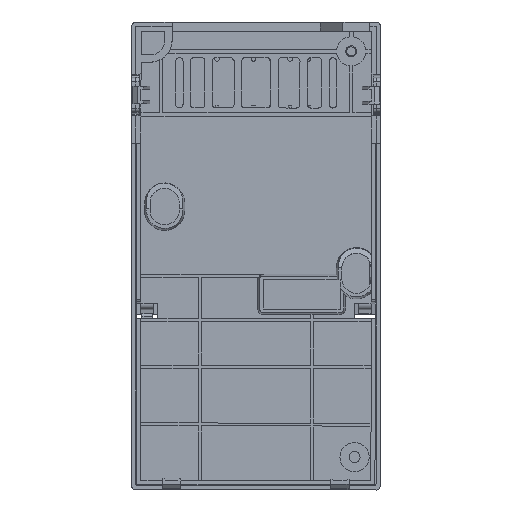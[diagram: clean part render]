
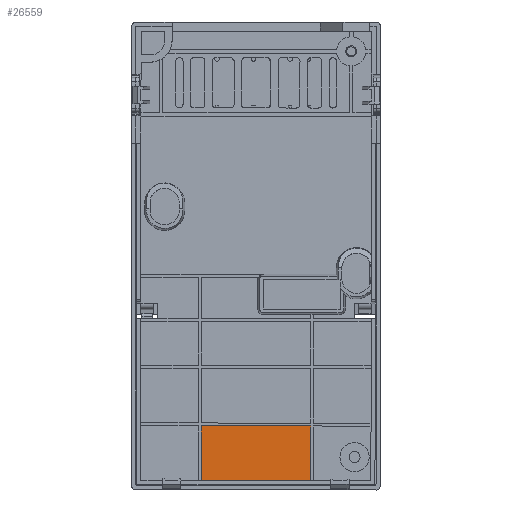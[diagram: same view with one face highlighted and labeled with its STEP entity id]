
A CAD part, front view. The second image highlights one B-rep face of the part: STEP entity #26559.
In plain terms, the highlighted planar face has unit normal (0, -1, 0).
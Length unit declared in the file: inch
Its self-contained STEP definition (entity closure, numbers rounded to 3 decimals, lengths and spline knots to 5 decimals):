
#1318 = CARTESIAN_POINT ( 'NONE',  ( 1.3364, 0.9685, -2.42492 ) ) ;
#2639 = DIRECTION ( 'NONE',  ( 0.001, 0., 1. ) ) ;
#4516 = EDGE_LOOP ( 'NONE', ( #57769, #60029, #15445, #25827 ) ) ;
#4545 = LINE ( 'NONE', #46263, #9010 ) ;
#9010 = VECTOR ( 'NONE', #22843, 39.37008 ) ;
#15445 = ORIENTED_EDGE ( 'NONE', *, *, #52114, .F. ) ;
#16429 = FACE_OUTER_BOUND ( 'NONE', #4516, .T. ) ;
#16663 = CARTESIAN_POINT ( 'NONE',  ( 0.58837, 0.9685, -2.42437 ) ) ;
#18109 = VERTEX_POINT ( 'NONE', #16663 ) ;
#18223 = DIRECTION ( 'NONE',  ( 1., 0., -0.001 ) ) ;
#21969 = DIRECTION ( 'NONE',  ( 0., 1., 0. ) ) ;
#22843 = DIRECTION ( 'NONE',  ( -0.001, 0., -1. ) ) ;
#23805 = VECTOR ( 'NONE', #18223, 39.37008 ) ;
#24276 = EDGE_CURVE ( 'NONE', #48692, #18109, #24750, .T. ) ;
#24750 = LINE ( 'NONE', #1318, #38715 ) ;
#25827 = ORIENTED_EDGE ( 'NONE', *, *, #57009, .F. ) ;
#26559 = ADVANCED_FACE ( 'NONE', ( #16429 ), #50335, .F. ) ;
#26629 = CARTESIAN_POINT ( 'NONE',  ( 0.5888, 0.9685, -1.83382 ) ) ;
#27562 = CARTESIAN_POINT ( 'NONE',  ( -0.59273, 0.9685, -2.42351 ) ) ;
#29254 = CARTESIAN_POINT ( 'NONE',  ( -0.5923, 0.9685, -1.83296 ) ) ;
#34201 = DIRECTION ( 'NONE',  ( 1., 0., -0.001 ) ) ;
#35472 = DIRECTION ( 'NONE',  ( 0.001, 0., 1. ) ) ;
#38711 = VERTEX_POINT ( 'NONE', #26629 ) ;
#38715 = VECTOR ( 'NONE', #34201, 39.37008 ) ;
#39119 = VERTEX_POINT ( 'NONE', #29254 ) ;
#40744 = LINE ( 'NONE', #55468, #23805 ) ;
#42329 = LINE ( 'NONE', #54206, #55647 ) ;
#46263 = CARTESIAN_POINT ( 'NONE',  ( 0.58972, 0.9685, -0.57398 ) ) ;
#47121 = AXIS2_PLACEMENT_3D ( 'NONE', #59237, #21969, #2639 ) ;
#48692 = VERTEX_POINT ( 'NONE', #27562 ) ;
#48896 = EDGE_CURVE ( 'NONE', #48692, #39119, #42329, .T. ) ;
#50335 = PLANE ( 'NONE',  #47121 ) ;
#52114 = EDGE_CURVE ( 'NONE', #38711, #18109, #4545, .T. ) ;
#54206 = CARTESIAN_POINT ( 'NONE',  ( -0.59273, 0.9685, -2.42351 ) ) ;
#55468 = CARTESIAN_POINT ( 'NONE',  ( -1.24191, 0.9685, -1.83249 ) ) ;
#55647 = VECTOR ( 'NONE', #35472, 39.37008 ) ;
#57009 = EDGE_CURVE ( 'NONE', #39119, #38711, #40744, .T. ) ;
#57769 = ORIENTED_EDGE ( 'NONE', *, *, #48896, .F. ) ;
#59237 = CARTESIAN_POINT ( 'NONE',  ( -0.00041, 0.9685, -0.00268 ) ) ;
#60029 = ORIENTED_EDGE ( 'NONE', *, *, #24276, .T. ) ;
